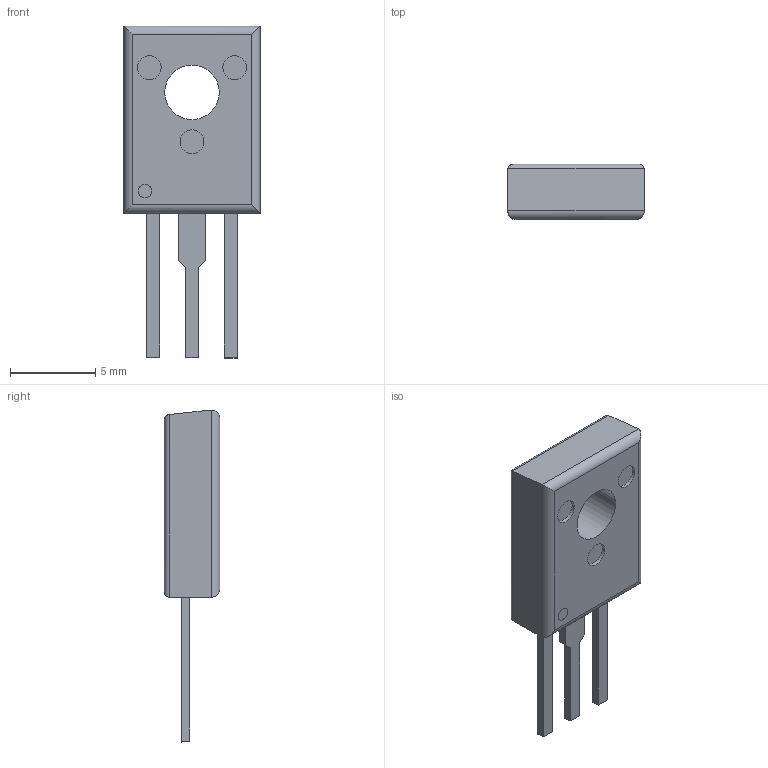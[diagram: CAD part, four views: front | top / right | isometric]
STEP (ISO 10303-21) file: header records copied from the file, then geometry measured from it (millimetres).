
FILE_DESCRIPTION (( 'STEP AP214' ), '1' );
FILE_NAME ('TO-126-3_L8.0-W3.3-P2.28-L.step', '2022-08-01T12:43:19', ( '' ), ( '' ), 'SwSTEP 2.0', 'SolidWorks 2020', '' );
FILE_SCHEMA (( 'AUTOMOTIVE_DESIGN' ));
Length unit declared in the file: millimetre
Products named in the file (1): TO-126-3_L8.0-W3.3-P2.28-L
Bounding box: 8 x 3.26 x 19.5 mm (x, y, z)
Volume: 263.8 mm3; surface area: 371.4 mm2
Topology: 1 solids, 1 shells, 271 faces, 723 edges, 480 vertices
Faces by surface type: plane 155, bspline 98, cylinder 18
Entity records: 11900 total; most frequent: CARTESIAN_POINT 2811, ORIENTED_EDGE 1446, DIRECTION 881, EDGE_CURVE 723, LINE 493, VECTOR 493, VERTEX_POINT 480, EDGE_LOOP 299
